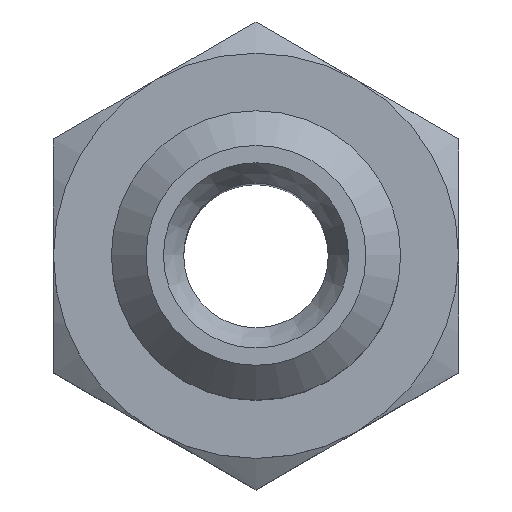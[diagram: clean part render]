
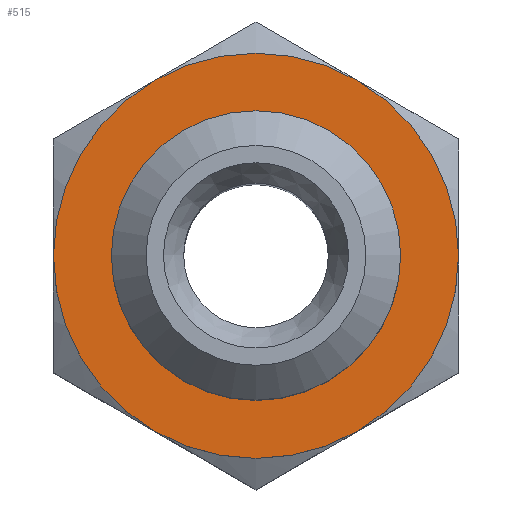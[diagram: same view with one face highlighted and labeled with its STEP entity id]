
A CAD part, top view. The second image highlights one B-rep face of the part: STEP entity #515.
In plain terms, the highlighted planar face has unit normal (0, 0, 1).
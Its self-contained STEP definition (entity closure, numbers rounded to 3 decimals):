
#47=PLANE('',#596);
#81=CIRCLE('',#595,3.5);
#82=CIRCLE('',#597,2.5);
#165=ORIENTED_EDGE('',*,*,#265,.T.);
#166=ORIENTED_EDGE('',*,*,#264,.F.);
#264=EDGE_CURVE('',#315,#315,#81,.T.);
#265=EDGE_CURVE('',#316,#316,#82,.T.);
#315=VERTEX_POINT('',#959);
#316=VERTEX_POINT('',#962);
#389=EDGE_LOOP('',(#165));
#390=EDGE_LOOP('',(#166));
#451=FACE_BOUND('',#389,.T.);
#452=FACE_BOUND('',#390,.T.);
#515=ADVANCED_FACE('',(#451,#452),#47,.T.);
#595=AXIS2_PLACEMENT_3D('',#958,#725,#726);
#596=AXIS2_PLACEMENT_3D('',#960,#727,#728);
#597=AXIS2_PLACEMENT_3D('',#961,#729,#730);
#725=DIRECTION('',(0.,0.,-1.));
#726=DIRECTION('',(-1.,0.,0.));
#727=DIRECTION('',(0.,0.,1.));
#728=DIRECTION('',(1.,0.,0.));
#729=DIRECTION('',(0.,0.,-1.));
#730=DIRECTION('',(-1.,0.,0.));
#958=CARTESIAN_POINT('',(0.,0.,3.2));
#959=CARTESIAN_POINT('',(-3.5,0.,3.2));
#960=CARTESIAN_POINT('',(0.,3.5,3.2));
#961=CARTESIAN_POINT('',(0.,0.,3.2));
#962=CARTESIAN_POINT('',(-2.5,0.,3.2));
